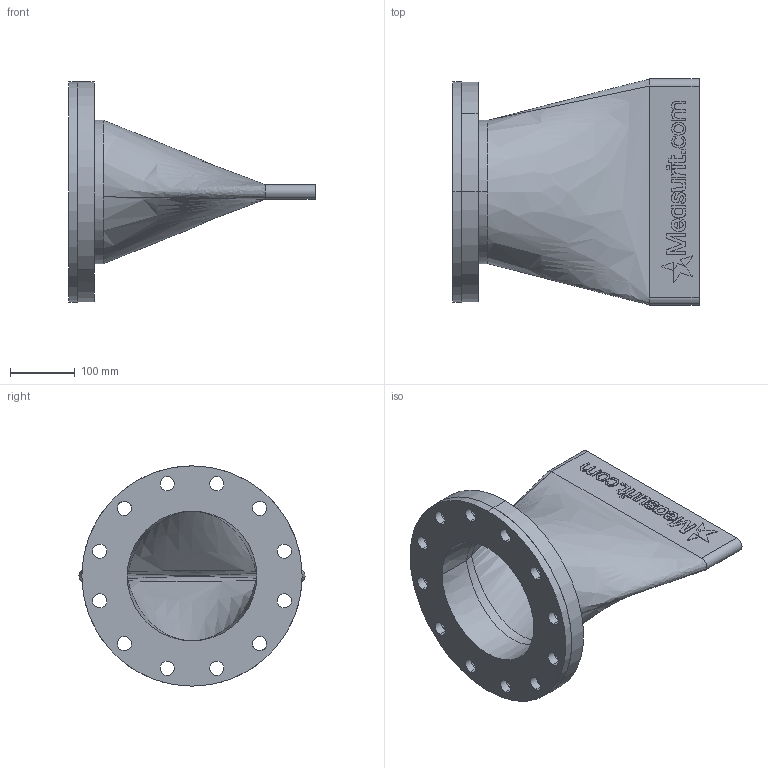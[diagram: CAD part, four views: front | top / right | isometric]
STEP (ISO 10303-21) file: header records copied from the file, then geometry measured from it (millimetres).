
FILE_DESCRIPTION (( 'STEP AP214' ), '1' );
FILE_NAME ('CF-DBF-G3-S0200-NN-316-F.STEP', '2023-02-13T14:25:16', ( '' ), ( '' ), 'SwSTEP 2.0', 'SolidWorks 2022', '' );
FILE_SCHEMA (( 'AUTOMOTIVE_DESIGN' ));
Length unit declared in the file: millimetre
Products named in the file (3): CF-DBF-G3-S0200-NN-316-F; Split ring 200
Assembly tree (2 placements, depth 2):
  CF-DBF-G3-S0200-NN-316-F
    CF-DBF-G3-S0200-NN-316-F
    Split ring 200
Bounding box: 380 x 349 x 340 mm (x, y, z)
Volume: 3827364.1 mm3; surface area: 795743.5 mm2
Topology: 2 solids, 2 shells, 666 faces, 2094 edges, 1444 vertices
Faces by surface type: plane 595, cylinder 59, bspline 12
Entity records: 32419 total; most frequent: CARTESIAN_POINT 7029, ORIENTED_EDGE 4188, DIRECTION 3530, EDGE_CURVE 2094, VECTOR 1936, LINE 1936, VERTEX_POINT 1444, AXIS2_PLACEMENT_3D 797
